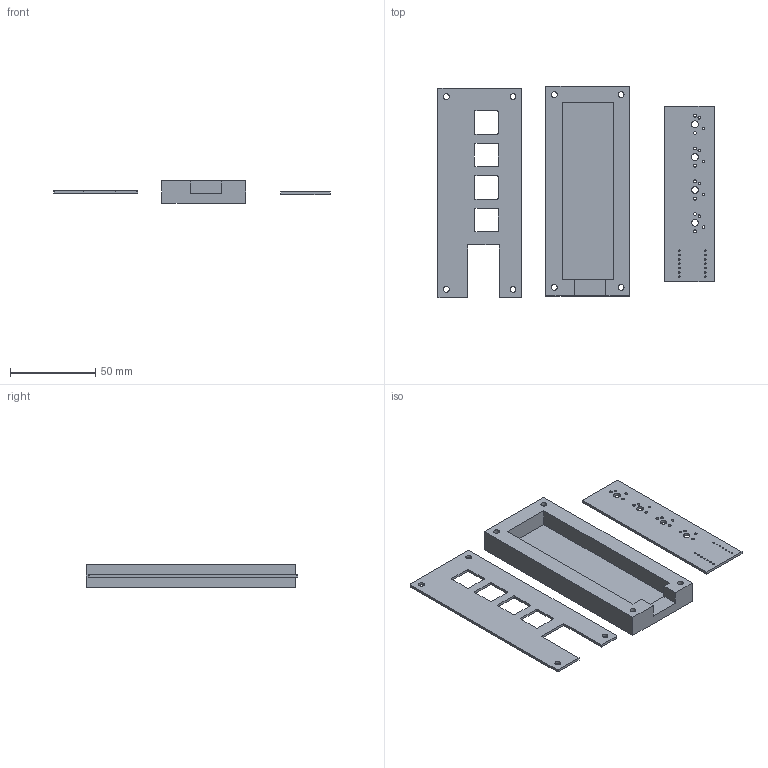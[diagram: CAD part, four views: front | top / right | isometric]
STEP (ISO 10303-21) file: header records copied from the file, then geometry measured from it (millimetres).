
FILE_DESCRIPTION(/* description */ (''),/* implementation_level */ '2;1');
FILE_NAME(/* name */ 'Younes Hackpad.step',/* time_stamp */ '2025-12-02T17:47:33-05:00',/* author */ (''),/* organization */ (''),/* preprocessor_version */ 'ST-DEVELOPER v20.1',/* originating_system */ 'Autodesk Translation Framework v14.21.0.0',/* authorisation */ '');
FILE_SCHEMA (('AUTOMOTIVE_DESIGN { 1 0 10303 214 3 1 1 }','FEATURE_BASED_PROCESS_PLANNING'));
Length unit declared in the file: millimetre
Products named in the file (5): 2025-12-01-18-41-53-940; 2025-12-01-18-42-55-773; 2025-12-02-01-07-43-932; 2025-12-02-21-32-55-749; 2025-12-02-21-32-55-750
Assembly tree (4 placements, depth 3):
  2025-12-01-18-41-53-940
    2025-12-01-18-42-55-773
    2025-12-02-01-07-43-932
    2025-12-02-21-32-55-749
      2025-12-02-21-32-55-750
Bounding box: 161.9 x 124 x 13 mm (x, y, z)
Volume: 56479 mm3; surface area: 36428.1 mm2
Topology: 3 solids, 3 shells, 364 faces, 1008 edges, 672 vertices
Faces by surface type: plane 155, bspline 143, cylinder 66
Full cylindrical faces by diameter (mm): 0.889 x14, 1.5 x8, 1.7 x8, 3.4 x8, 4 x4, 6 x4
Entity records: 13269 total; most frequent: CARTESIAN_POINT 4484, ORIENTED_EDGE 2016, DIRECTION 1314, EDGE_CURVE 1008, VERTEX_POINT 672, LINE 590, VECTOR 590, EDGE_LOOP 478
